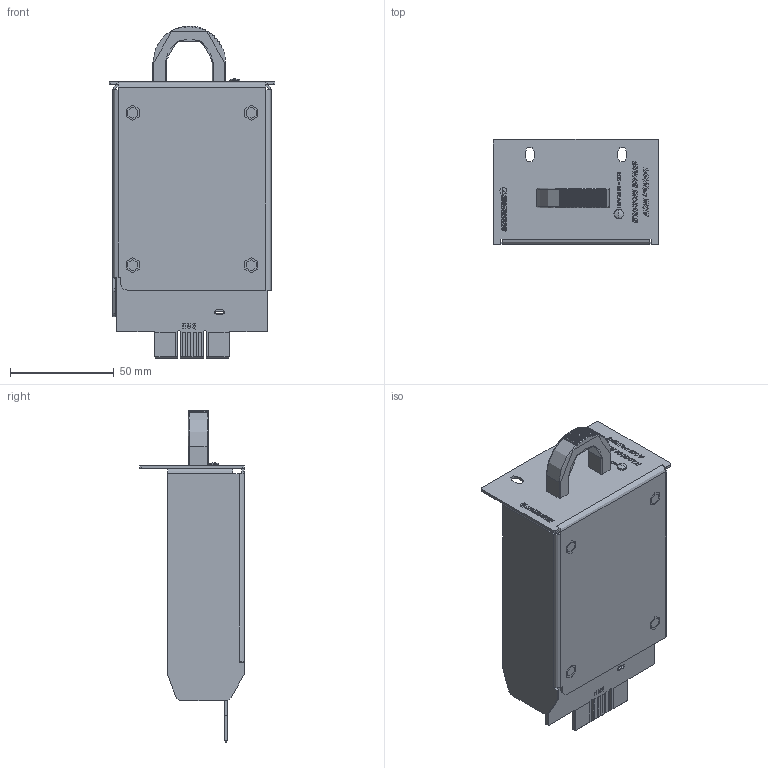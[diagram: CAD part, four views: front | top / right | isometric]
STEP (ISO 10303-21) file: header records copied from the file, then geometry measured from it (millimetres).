
FILE_DESCRIPTION (( 'STEP AP214' ), '1' );
FILE_NAME ('1000-1471-E.STEP', '2019-01-22T20:22:21', ( '' ), ( '' ), 'SwSTEP 2.0', 'SolidWorks 2018', '' );
FILE_SCHEMA (( 'AUTOMOTIVE_DESIGN' ));
Length unit declared in the file: inch
Products named in the file (39): 3450-141; 2103-018; 2102-214; 3450-136; 3450-137; Copy of PEM_BSO-632-10ZI^2001-416; 2103-166; 2001-382 MODIFIED; 2001-416_HANDLE; 1600-408^2001-416; 1000-1471-E; 2300-153; 2103-166_2103-166; 2001-382 MODIFIED_HANDLE; 2102-214_91249A144; 2102-004; 2200-653; 2250-1092
Assembly tree (32 placements, depth 3):
  3450-141
  2103-018
  3450-136
  Copy of PEM_BSO-632-10ZI^2001-416
  Copy of PEM_BSO-632-10ZI^2001-416
Bounding box: 79.82 x 50.51 x 159.96 mm (x, y, z)
Volume: 42300.7 mm3; surface area: 63829.8 mm2
Topology: 67 solids, 67 shells, 3992 faces, 10531 edges, 6917 vertices
Faces by surface type: plane 2513, cylinder 903, bspline 374, cone 140, torus 46, sphere 16
Entity records: 149308 total; most frequent: CARTESIAN_POINT 36512, ORIENTED_EDGE 17024, DIRECTION 14742, EDGE_CURVE 8512, VECTOR 6682, LINE 6682, VERTEX_POINT 5620, AXIS2_PLACEMENT_3D 4030
